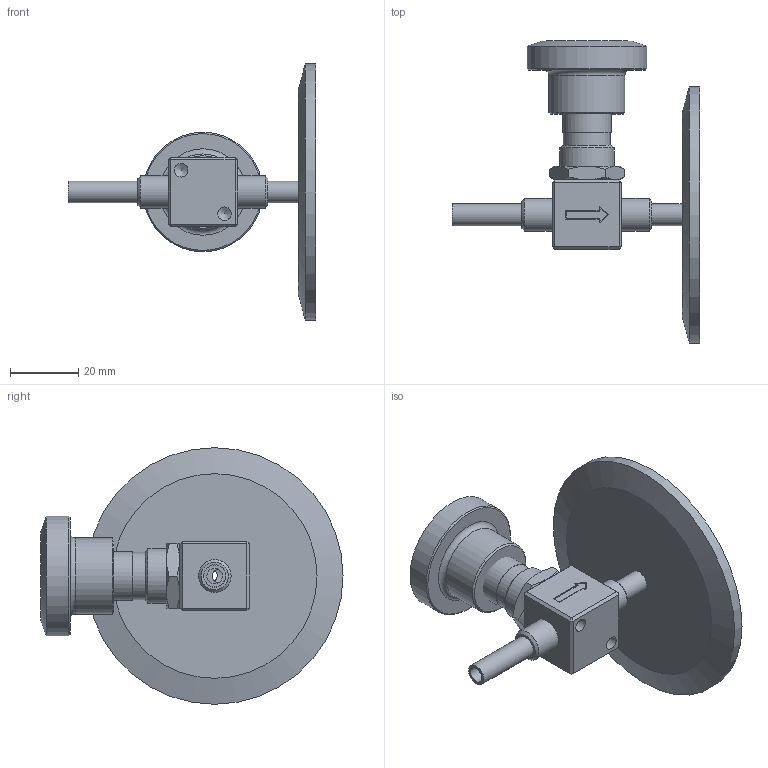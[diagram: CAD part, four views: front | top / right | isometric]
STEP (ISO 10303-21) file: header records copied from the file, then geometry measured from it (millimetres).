
FILE_DESCRIPTION(/* description */ (''),/* implementation_level */ '2;1');
FILE_NAME(/* name */ '9100104a.stp',/* time_stamp */ '2019-07-25T09:26:30-04:00',/* author */ ('Glen_C'),/* organization */ (''),/* preprocessor_version */ 'ST-DEVELOPER v16.13',/* originating_system */ 'Autodesk Inventor 2018',/* authorisation */ '');
FILE_SCHEMA (('AUTOMOTIVE_DESIGN { 1 0 10303 214 3 1 1 }'));
Length unit declared in the file: inch
Products named in the file (1): 9100104_S
Bounding box: 72.39 x 88.3 x 75.01 mm (x, y, z)
Volume: 36072.8 mm3; surface area: 22420.2 mm2
Topology: 6 solids, 6 shells, 120 faces, 251 edges, 156 vertices
Faces by surface type: plane 80, cylinder 26, cone 13, torus 1
Full cylindrical faces by diameter (mm): 3.937 x2, 3.962 x2, 4.572 x2, 6.35 x2, 6.477 x1, 6.553 x2, 9.525 x2, 10.922 x1, 11.176 x1, 12.903 x1, 13.843 x1, 14.097 x1, 14.122 x1, 14.503 x1, 15.875 x1, 22.225 x1, 25.908 x1, 34.925 x1, 52.197 x1, 75.006 x1
Entity records: 3134 total; most frequent: CARTESIAN_POINT 568, DIRECTION 489, ORIENTED_EDGE 400, EDGE_CURVE 200, EDGE_LOOP 185, AXIS2_PLACEMENT_3D 184, VERTEX_POINT 145, STYLED_ITEM 126
